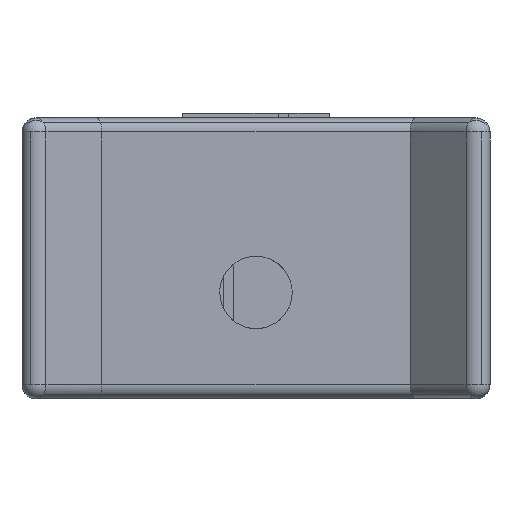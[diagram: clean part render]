
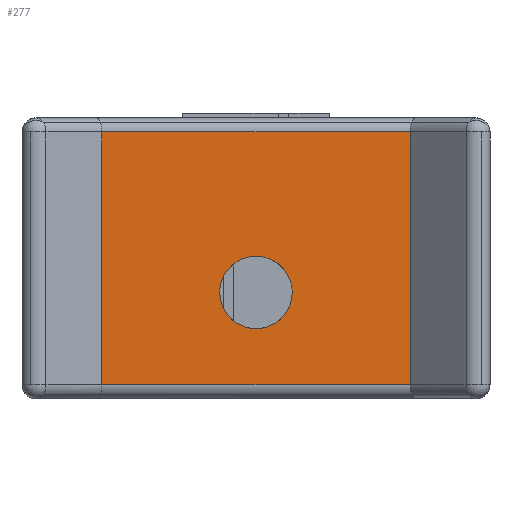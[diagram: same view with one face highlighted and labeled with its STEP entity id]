
A CAD part, front view. The second image highlights one B-rep face of the part: STEP entity #277.
In plain terms, the highlighted planar face has unit normal (0, -1, 0).
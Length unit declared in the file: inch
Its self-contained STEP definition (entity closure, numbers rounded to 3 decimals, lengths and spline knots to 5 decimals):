
#277=ADVANCED_FACE('',(#692,#693),#694,.T.);
#692=FACE_OUTER_BOUND('',#1259,.T.);
#693=FACE_BOUND('',#1260,.T.);
#694=PLANE('',#1261);
#1259=EDGE_LOOP('',(#1937,#1938,#1939,#1940));
#1260=EDGE_LOOP('',(#1941,#1942,#1943));
#1261=AXIS2_PLACEMENT_3D('',#1944,#1945,#1946);
#1937=ORIENTED_EDGE('',*,*,#3544,.F.);
#1938=ORIENTED_EDGE('',*,*,#3545,.F.);
#1939=ORIENTED_EDGE('',*,*,#3428,.F.);
#1940=ORIENTED_EDGE('',*,*,#3546,.F.);
#1941=ORIENTED_EDGE('',*,*,#3547,.T.);
#1942=ORIENTED_EDGE('',*,*,#3548,.T.);
#1943=ORIENTED_EDGE('',*,*,#3549,.T.);
#1944=CARTESIAN_POINT('',(-1.38878,-8.86135,7.8972));
#1945=DIRECTION('',(0.,-1.0,0.));
#1946=DIRECTION('',(0.,0.,1.0));
#3428=EDGE_CURVE('',#4094,#4096,#4097,.T.);
#3544=EDGE_CURVE('',#4297,#4298,#4299,.T.);
#3545=EDGE_CURVE('',#4096,#4297,#4300,.T.);
#3546=EDGE_CURVE('',#4298,#4094,#4301,.T.);
#3547=EDGE_CURVE('',#4302,#4303,#4304,.T.);
#3548=EDGE_CURVE('',#4303,#4305,#4306,.T.);
#3549=EDGE_CURVE('',#4305,#4302,#4307,.T.);
#4094=VERTEX_POINT('',#5055);
#4096=VERTEX_POINT('',#5058);
#4097=LINE('',#5059,#5060);
#4297=VERTEX_POINT('',#5366);
#4298=VERTEX_POINT('',#5367);
#4299=LINE('',#5368,#5369);
#4300=LINE('',#5370,#5371);
#4301=LINE('',#5372,#5373);
#4302=VERTEX_POINT('',#5374);
#4303=VERTEX_POINT('',#5375);
#4304=CIRCLE('',#5376,0.06102);
#4305=VERTEX_POINT('',#5377);
#4306=CIRCLE('',#5378,0.06102);
#4307=CIRCLE('',#5379,0.06102);
#5055=CARTESIAN_POINT('',(-1.15047,-8.86135,8.2064));
#5058=CARTESIAN_POINT('',(-1.15047,-8.86135,7.78121));
#5059=CARTESIAN_POINT('',(-1.15047,-8.86135,8.00456));
#5060=VECTOR('',#6609,1.0);
#5366=CARTESIAN_POINT('',(-1.66906,-8.86135,7.78121));
#5367=CARTESIAN_POINT('',(-1.66906,-8.86135,8.2064));
#5368=CARTESIAN_POINT('',(-1.66906,-8.86135,8.00456));
#5369=VECTOR('',#6775,1.0);
#5370=CARTESIAN_POINT('',(-1.77064,-8.86135,7.78121));
#5371=VECTOR('',#6776,1.0);
#5372=CARTESIAN_POINT('',(-0.29444,-8.86135,8.2064));
#5373=VECTOR('',#6777,1.0);
#5374=CARTESIAN_POINT('',(-1.46766,-8.86135,7.95574));
#5375=CARTESIAN_POINT('',(-1.34874,-8.86135,7.93644));
#5376=AXIS2_PLACEMENT_3D('',#6778,#6779,#6780);
#5377=CARTESIAN_POINT('',(-1.47079,-8.86135,7.93644));
#5378=AXIS2_PLACEMENT_3D('',#6781,#6782,#6783);
#5379=AXIS2_PLACEMENT_3D('',#6784,#6785,#6786);
#6609=DIRECTION('',(0.0,0.0,-1.0));
#6775=DIRECTION('',(0.0,0.0,1.0));
#6776=DIRECTION('',(-1.0,0.,0.0));
#6777=DIRECTION('',(1.0,0.,0.0));
#6778=CARTESIAN_POINT('',(-1.40977,-8.86135,7.93644));
#6779=DIRECTION('',(0.,1.0,0.));
#6780=DIRECTION('',(1.0,0.,0.));
#6781=CARTESIAN_POINT('',(-1.40977,-8.86135,7.93644));
#6782=DIRECTION('',(0.,1.0,0.));
#6783=DIRECTION('',(1.0,0.,0.));
#6784=CARTESIAN_POINT('',(-1.40977,-8.86135,7.93644));
#6785=DIRECTION('',(0.,1.0,0.));
#6786=DIRECTION('',(1.0,0.,0.));
